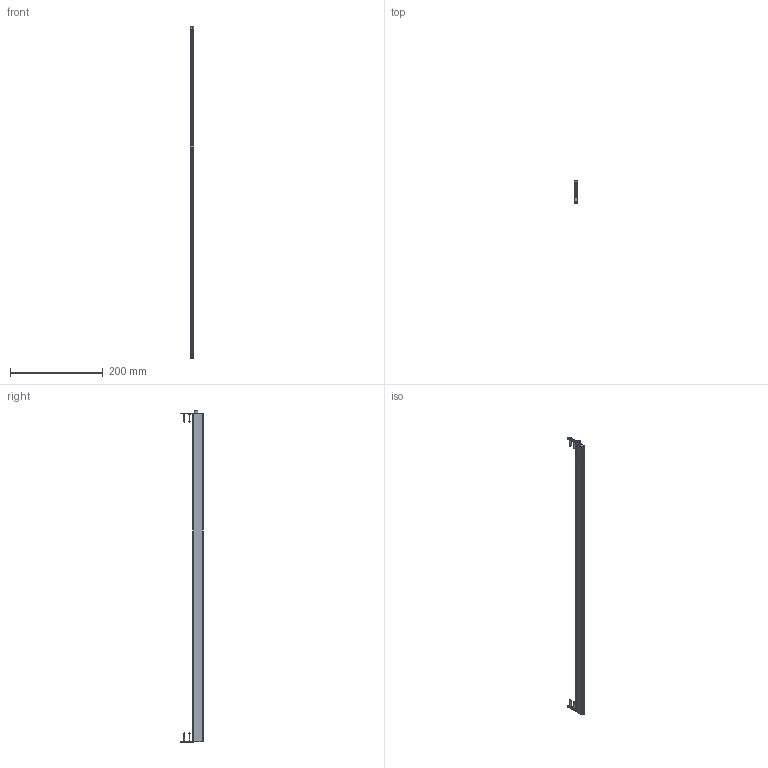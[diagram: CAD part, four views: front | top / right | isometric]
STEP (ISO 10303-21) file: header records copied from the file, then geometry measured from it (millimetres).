
FILE_DESCRIPTION (( 'STEP AP203' ), '1' );
FILE_NAME ('TW710.STEP', '2025-03-07T09:53:47', ( '' ), ( '' ), 'SwSTEP 2.0', 'SolidWorks 2023', '' );
FILE_SCHEMA (( 'CONFIG_CONTROL_DESIGN' ));
Length unit declared in the file: millimetre
Products named in the file (6): TW710; Schraube 3x20_01; Aussengehäuse_TW_710; Haltewinkel_Haltewinkel TW; Betätigungsteil_TW; Innengeometrie_TW
Assembly tree (9 placements, depth 2):
  TW710
    Aussengehäuse_TW_710
    Innengeometrie_TW
    Betätigungsteil_TW
    Haltewinkel_Haltewinkel TW  x2
    Schraube 3x20_01  x4
Bounding box: 8.2 x 48.23 x 717 mm (x, y, z)
Volume: 80967 mm3; surface area: 128725.1 mm2
Topology: 24 solids, 24 shells, 1169 faces, 3247 edges, 2152 vertices
Faces by surface type: plane 546, bspline 508, cylinder 89, cone 24, torus 2
Entity records: 46603 total; most frequent: CARTESIAN_POINT 26297, ORIENTED_EDGE 4800, DIRECTION 2632, EDGE_CURVE 2400, VERTEX_POINT 1597, LINE 1506, VECTOR 1506, EDGE_LOOP 961
